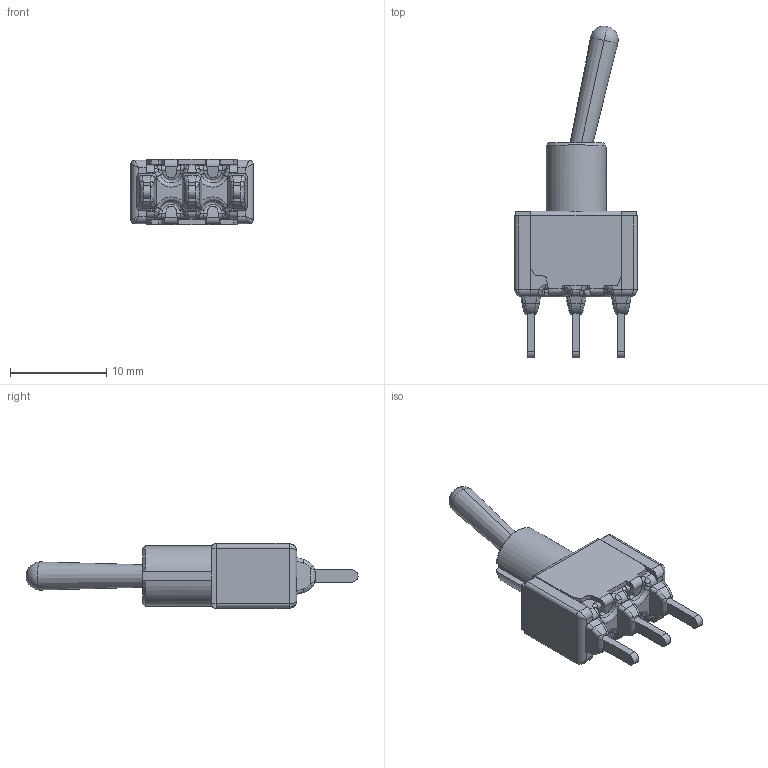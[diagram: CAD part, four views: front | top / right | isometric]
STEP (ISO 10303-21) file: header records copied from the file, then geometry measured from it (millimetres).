
FILE_DESCRIPTION((''),'2;1');
FILE_NAME('710XSYC_SW0001_PRT','2011-10-14T',('jtrepler'),(''),'PRO/ENGINEER BY PARAMETRIC TECHNOLOGY CORPORATION, 2011080','PRO/ENGINEER BY PARAMETRIC TECHNOLOGY CORPORATION, 2011080','');
FILE_SCHEMA(('AUTOMOTIVE_DESIGN_CC2 { 1 2 10303 214 -1 1 5 2 }'));
Length unit declared in the file: inch
Products named in the file (1): 710XSYC_SW0001_PRT
Bounding box: 12.7 x 34.45 x 6.76 mm (x, y, z)
Volume: 669.1 mm3; surface area: 1780.3 mm2
Topology: 2 solids, 2 shells, 460 faces, 1194 edges, 724 vertices
Faces by surface type: plane 266, cylinder 107, bspline 64, cone 11, torus 8, sphere 4
Entity records: 17115 total; most frequent: CARTESIAN_POINT 6415, ORIENTED_EDGE 2380, DIRECTION 1979, EDGE_CURVE 1190, VECTOR 789, LINE 789, VERTEX_POINT 724, AXIS2_PLACEMENT_3D 595
